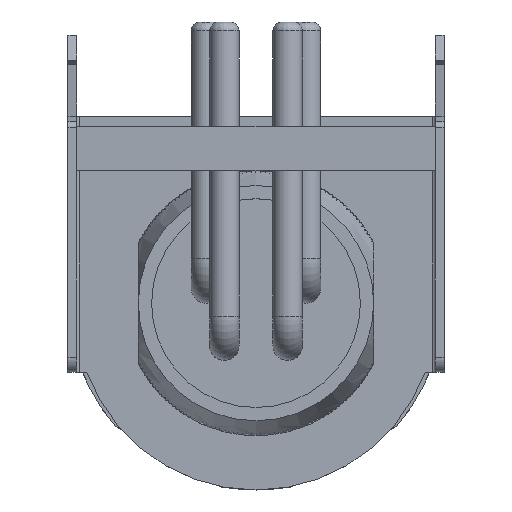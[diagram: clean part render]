
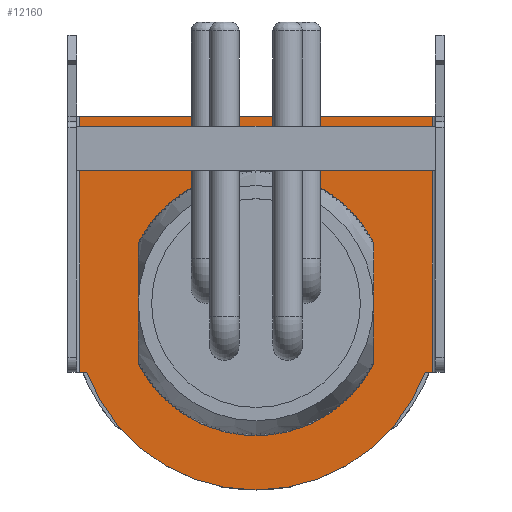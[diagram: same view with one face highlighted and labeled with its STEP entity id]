
A CAD part, top view. The second image highlights one B-rep face of the part: STEP entity #12160.
In plain terms, the highlighted planar face has unit normal (0, 0, 1).
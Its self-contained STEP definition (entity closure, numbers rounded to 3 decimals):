
#741=PLANE('',#13119);
#1121=CIRCLE('',#13104,4.5);
#1122=CIRCLE('',#13107,4.5);
#1129=CIRCLE('',#13118,6.133);
#1884=LINE('',#29472,#2744);
#1888=LINE('',#29482,#2748);
#1893=LINE('',#29502,#2753);
#1900=LINE('',#29522,#2760);
#1901=LINE('',#29524,#2761);
#1902=LINE('',#29525,#2762);
#1903=LINE('',#29527,#2763);
#2744=VECTOR('',#15619,1000.);
#2748=VECTOR('',#15629,1000.);
#2753=VECTOR('',#15650,1000.);
#2760=VECTOR('',#15669,1000.);
#2761=VECTOR('',#15670,1000.);
#2762=VECTOR('',#15671,1000.);
#2763=VECTOR('',#15672,1000.);
#6272=ORIENTED_EDGE('',*,*,#8259,.F.);
#6273=ORIENTED_EDGE('',*,*,#8260,.T.);
#6274=ORIENTED_EDGE('',*,*,#8249,.T.);
#6275=ORIENTED_EDGE('',*,*,#8261,.T.);
#6276=ORIENTED_EDGE('',*,*,#8262,.F.);
#6277=ORIENTED_EDGE('',*,*,#8257,.F.);
#6278=ORIENTED_EDGE('',*,*,#8240,.T.);
#6279=ORIENTED_EDGE('',*,*,#8234,.F.);
#6280=ORIENTED_EDGE('',*,*,#8237,.T.);
#6281=ORIENTED_EDGE('',*,*,#8239,.F.);
#8234=EDGE_CURVE('',#9536,#9537,#1884,.T.);
#8237=EDGE_CURVE('',#9536,#9538,#1121,.T.);
#8239=EDGE_CURVE('',#9539,#9538,#1888,.T.);
#8240=EDGE_CURVE('',#9539,#9537,#1122,.T.);
#8249=EDGE_CURVE('',#9547,#9546,#1893,.T.);
#8257=EDGE_CURVE('',#9552,#9553,#1129,.T.);
#8259=EDGE_CURVE('',#9554,#9552,#1900,.T.);
#8260=EDGE_CURVE('',#9554,#9547,#1901,.T.);
#8261=EDGE_CURVE('',#9546,#9555,#1902,.T.);
#8262=EDGE_CURVE('',#9553,#9555,#1903,.T.);
#9536=VERTEX_POINT('',#29471);
#9537=VERTEX_POINT('',#29473);
#9538=VERTEX_POINT('',#29477);
#9539=VERTEX_POINT('',#29481);
#9546=VERTEX_POINT('',#29501);
#9547=VERTEX_POINT('',#29503);
#9552=VERTEX_POINT('',#29517);
#9553=VERTEX_POINT('',#29519);
#9554=VERTEX_POINT('',#29523);
#9555=VERTEX_POINT('',#29526);
#10632=EDGE_LOOP('',(#6272,#6273,#6274,#6275,#6276,#6277));
#10633=EDGE_LOOP('',(#6278,#6279,#6280,#6281));
#11336=FACE_BOUND('',#10632,.T.);
#11337=FACE_BOUND('',#10633,.T.);
#12160=ADVANCED_FACE('',(#11336,#11337),#741,.T.);
#13104=AXIS2_PLACEMENT_3D('',#29478,#15624,#15625);
#13107=AXIS2_PLACEMENT_3D('',#29484,#15632,#15633);
#13118=AXIS2_PLACEMENT_3D('',#29518,#15664,#15665);
#13119=AXIS2_PLACEMENT_3D('',#29521,#15667,#15668);
#15619=DIRECTION('',(0.,-1.,0.));
#15624=DIRECTION('',(0.,0.,-1.));
#15625=DIRECTION('',(1.,0.,0.));
#15629=DIRECTION('',(0.,1.,0.));
#15632=DIRECTION('',(0.,0.,-1.));
#15633=DIRECTION('',(1.,0.,0.));
#15650=DIRECTION('',(-1.,0.,0.));
#15664=DIRECTION('',(0.,0.,-1.));
#15665=DIRECTION('',(-1.,0.,0.));
#15667=DIRECTION('',(0.,0.,1.));
#15668=DIRECTION('',(1.,0.,0.));
#15669=DIRECTION('',(-1.,0.,0.));
#15670=DIRECTION('',(0.,1.,0.));
#15671=DIRECTION('',(0.,-1.,0.));
#15672=DIRECTION('',(-1.,0.,0.));
#29471=CARTESIAN_POINT('',(-4.,2.062,2.4));
#29472=CARTESIAN_POINT('',(-4.,-2.062,2.4));
#29473=CARTESIAN_POINT('',(-4.,-2.062,2.4));
#29477=CARTESIAN_POINT('',(4.,2.062,2.4));
#29478=CARTESIAN_POINT('',(0.,0.,2.4));
#29481=CARTESIAN_POINT('',(4.,-2.062,2.4));
#29482=CARTESIAN_POINT('',(4.,2.062,2.4));
#29484=CARTESIAN_POINT('',(0.,0.,2.4));
#29501=CARTESIAN_POINT('',(-6.,6.35,2.4));
#29502=CARTESIAN_POINT('',(8.047,6.35,2.4));
#29503=CARTESIAN_POINT('',(6.,6.35,2.4));
#29517=CARTESIAN_POINT('',(5.75,-2.35,2.4));
#29518=CARTESIAN_POINT('',(0.,-0.217,2.4));
#29519=CARTESIAN_POINT('',(-5.75,-2.35,2.4));
#29521=CARTESIAN_POINT('',(0.,0.15,2.4));
#29522=CARTESIAN_POINT('',(6.425,-2.35,2.4));
#29523=CARTESIAN_POINT('',(6.,-2.35,2.4));
#29524=CARTESIAN_POINT('',(6.,0.15,2.4));
#29525=CARTESIAN_POINT('',(-6.,0.15,2.4));
#29526=CARTESIAN_POINT('',(-6.,-2.35,2.4));
#29527=CARTESIAN_POINT('',(6.425,-2.35,2.4));
